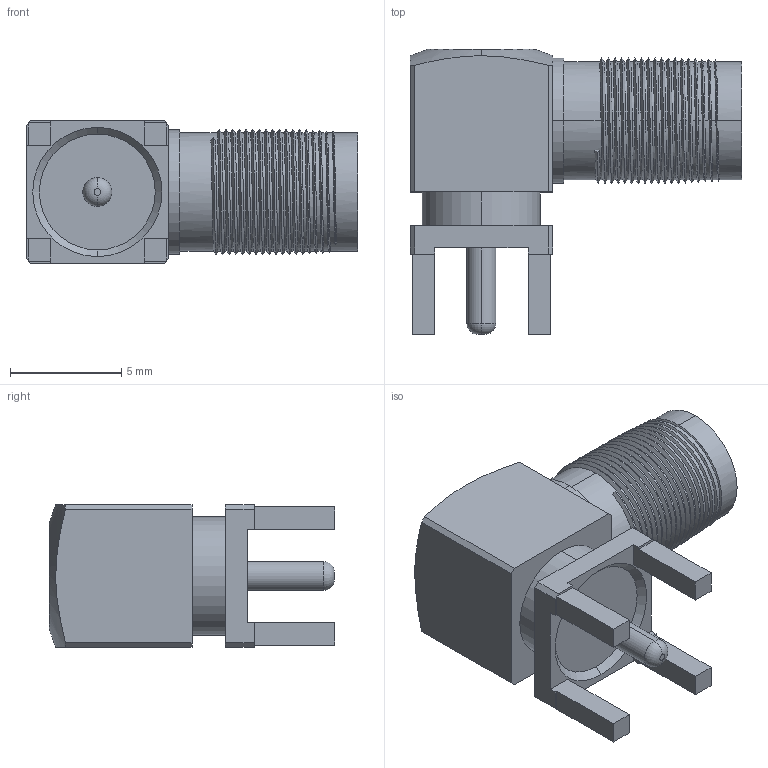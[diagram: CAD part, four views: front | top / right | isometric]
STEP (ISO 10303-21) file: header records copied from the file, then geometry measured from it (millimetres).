
FILE_DESCRIPTION (( 'STEP AP214' ), '1' );
FILE_NAME ('User Library-SMA Angle Female.STEP', '2015-07-27T14:49:24', ( 'Windows User' ), ( '' ), 'SwSTEP 2.0', 'SolidWorks 2015', '' );
FILE_SCHEMA (( 'AUTOMOTIVE_DESIGN' ));
Length unit declared in the file: millimetre
Products named in the file (1): User Library-SMA Angle Female
Bounding box: 14.9 x 12.8 x 6.4 mm (x, y, z)
Volume: 496.3 mm3; surface area: 646.9 mm2
Topology: 1 solids, 1 shells, 117 faces, 306 edges, 199 vertices
Faces by surface type: plane 56, cylinder 47, torus 6, cone 4, bspline 4
Entity records: 7916 total; most frequent: CARTESIAN_POINT 4002, ORIENTED_EDGE 612, DIRECTION 482, EDGE_CURVE 306, VERTEX_POINT 199, LINE 170, VECTOR 170, AXIS2_PLACEMENT_3D 156
